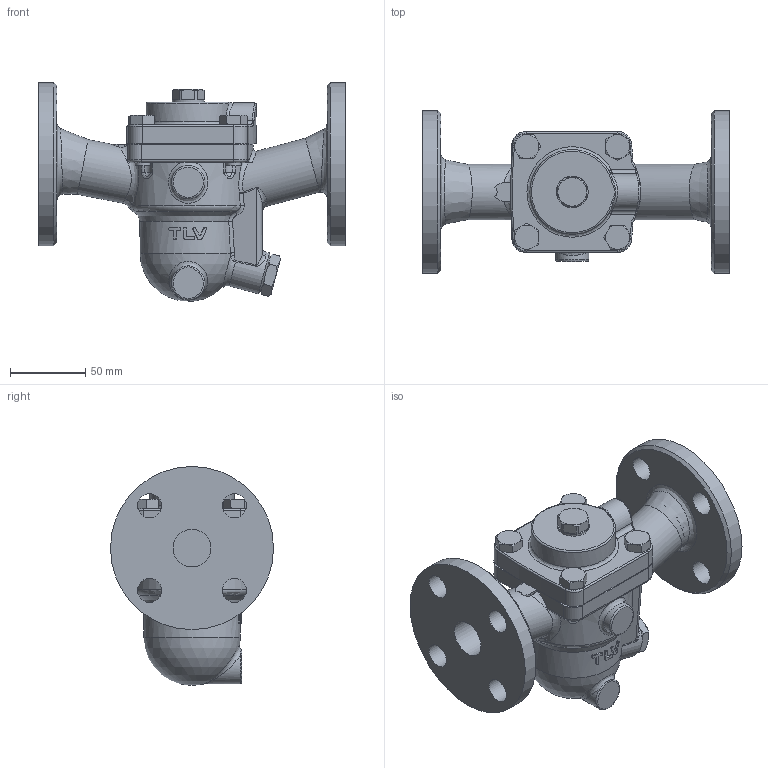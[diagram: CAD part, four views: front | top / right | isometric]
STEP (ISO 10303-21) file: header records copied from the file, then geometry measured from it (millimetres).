
FILE_DESCRIPTION((''),'2;1');
FILE_NAME('j3x00-025-a0125-00.stp','2009-10-23T13:58:36',('nakaot'),(''),'Autodesk Inventor 2008','Autodesk Inventor 2008','');
FILE_SCHEMA(('AUTOMOTIVE_DESIGN { 1 0 10303 214 1 1 1 1 }'));
Length unit declared in the file: millimetre
Products named in the file (1): j3x00-025-a0125-00
Bounding box: 203 x 108 x 145 mm (x, y, z)
Volume: 861863.2 mm3; surface area: 111801 mm2
Topology: 3 solids, 3 shells, 361 faces, 876 edges, 545 vertices
Faces by surface type: plane 98, bspline 86, cone 79, cylinder 78, torus 19, sphere 1
Full cylindrical faces by diameter (mm): 10 x8, 21 x1, 22 x1, 25 x2, 28 x1, 37 x2, 56.5 x1, 108 x2
Entity records: 23260 total; most frequent: CARTESIAN_POINT 15811, ORIENTED_EDGE 1618, DIRECTION 1396, EDGE_CURVE 809, AXIS2_PLACEMENT_3D 614, VERTEX_POINT 519, EDGE_LOOP 448, FACE_OUTER_BOUND 360
